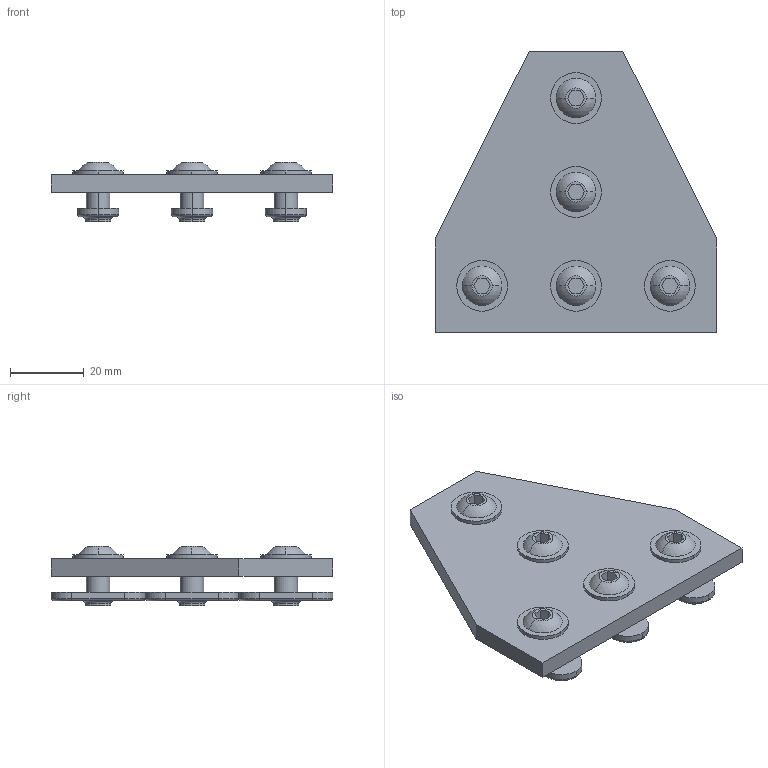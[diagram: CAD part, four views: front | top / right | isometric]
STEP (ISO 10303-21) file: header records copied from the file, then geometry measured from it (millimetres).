
FILE_DESCRIPTION (( 'STEP AP203' ), '1' );
FILE_NAME ('653077.SLDASM.step', '2003-10-13T11:22:41', ( 'Jerry Winters' ), ( 'GoEngineer' ), 'SwSTEP 2.0', 'SolidWorks 2003174', '' );
FILE_SCHEMA (( 'CONFIG_CONTROL_DESIGN' ));
Length unit declared in the file: inch
Products named in the file (5): 653077.SLDASM; Joining Plate (Tee)_653077; 651130; FBHSCS_651136; 651163
Assembly tree (8 placements, depth 3):
  653077.SLDASM
    651130  x5
      651163
      FBHSCS_651136
    Joining Plate (Tee)_653077
Bounding box: 76.2 x 76.2 x 16 mm (x, y, z)
Volume: 26694.7 mm3; surface area: 17142.6 mm2
Topology: 11 solids, 11 shells, 198 faces, 433 edges, 277 vertices
Faces by surface type: plane 88, cylinder 75, torus 25, sphere 10
Entity records: 2242 total; most frequent: DIRECTION 317, CARTESIAN_POINT 272, ORIENTED_EDGE 250, AXIS2_PLACEMENT_3D 126, EDGE_CURVE 125, VERTEX_POINT 81, EDGE_LOOP 70, LINE 65
